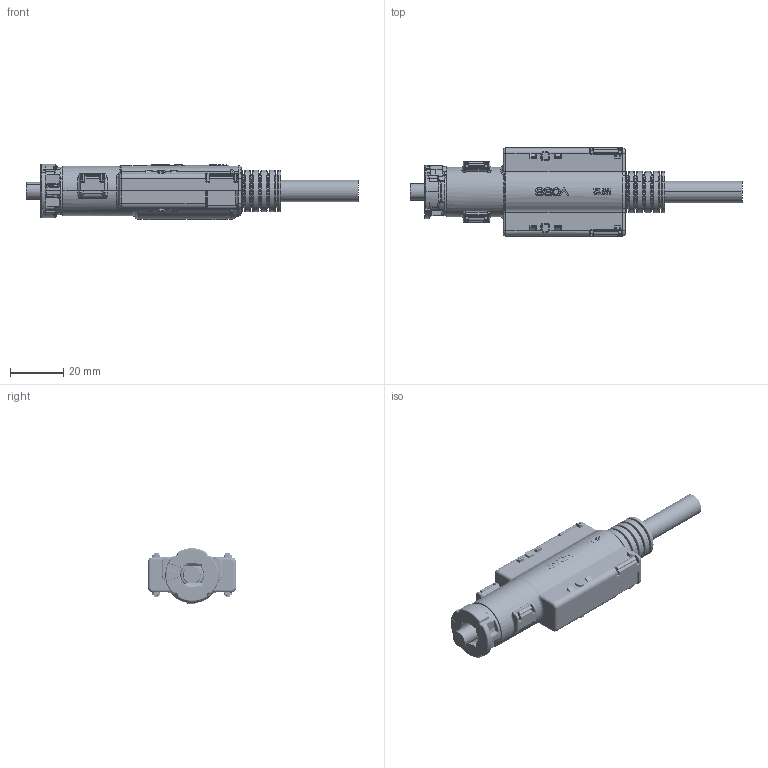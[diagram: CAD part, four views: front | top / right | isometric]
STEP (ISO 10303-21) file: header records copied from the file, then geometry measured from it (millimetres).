
FILE_DESCRIPTION(('CATIA V5 STEP','CAx-IF Rec.Pracs.--- Model Styling and Organization---1.4--- 2014-01-23'),'2;1');
FILE_NAME('Download-SV241N GKU 1-4_Zoll_ 8x1 heated .stp','2019-06-28T08:47:58+00:00',('none'),('none'),'CATIA Version 5-6 Release 2016 SP3 HF59','CATIA V5 STEP AP214 Edition 3','none');
FILE_SCHEMA(('AUTOMOTIVE_DESIGN { 1 0 10303 214 3 1 1 1 }'));
Products named in the file (1): Download-SV241N GKU 1-4_Zoll_ 8x1 heated 
Bounding box: 124.25 x 33 x 20.85 mm (x, y, z)
Volume: 17497.3 mm3; surface area: 31734.7 mm2
Topology: 7 solids, 7 shells, 5437 faces, 13461 edges, 7716 vertices
Faces by surface type: cylinder 1481, plane 1311, bspline 1178, torus 973, sphere 235, cone 185, extrusion 74
Entity records: 222383 total; most frequent: CARTESIAN_POINT 106536, ORIENTED_EDGE 26202, DIRECTION 16242, EDGE_CURVE 13101, VERTEX_POINT 7714, AXIS2_PLACEMENT_3D 7709, EDGE_LOOP 5490, ADVANCED_FACE 5437
